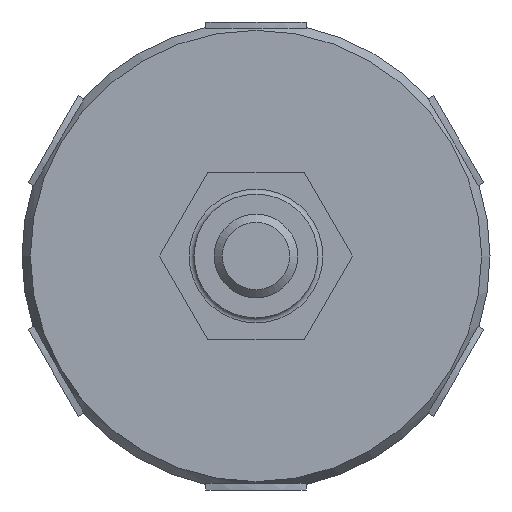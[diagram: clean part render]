
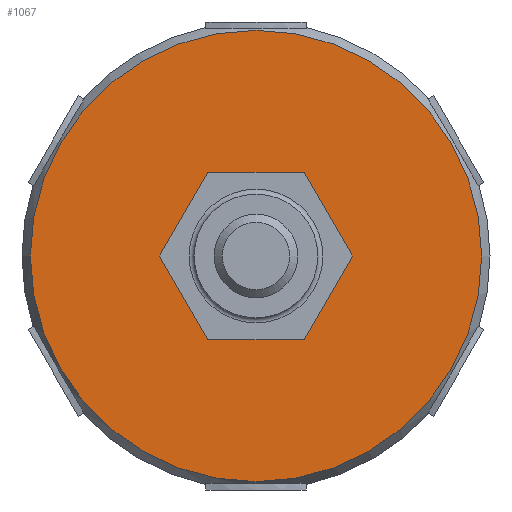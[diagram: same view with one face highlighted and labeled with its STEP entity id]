
A CAD part, left-side view. The second image highlights one B-rep face of the part: STEP entity #1067.
In plain terms, the highlighted planar face has unit normal (-1, 0, 0).
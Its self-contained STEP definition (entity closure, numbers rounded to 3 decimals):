
#22=PLANE('',#1165);
#65=LINE('',#1834,#131);
#66=LINE('',#1837,#132);
#67=LINE('',#1839,#133);
#68=LINE('',#1841,#134);
#69=LINE('',#1843,#135);
#70=LINE('',#1845,#136);
#131=VECTOR('',#1324,1000.);
#132=VECTOR('',#1325,1000.);
#133=VECTOR('',#1326,1000.);
#134=VECTOR('',#1327,1000.);
#135=VECTOR('',#1328,1000.);
#136=VECTOR('',#1329,1000.);
#354=ORIENTED_EDGE('',*,*,#596,.F.);
#355=ORIENTED_EDGE('',*,*,#652,.T.);
#356=ORIENTED_EDGE('',*,*,#653,.T.);
#357=ORIENTED_EDGE('',*,*,#654,.T.);
#358=ORIENTED_EDGE('',*,*,#655,.T.);
#359=ORIENTED_EDGE('',*,*,#656,.T.);
#360=ORIENTED_EDGE('',*,*,#657,.T.);
#596=EDGE_CURVE('',#754,#754,#846,.T.);
#652=EDGE_CURVE('',#792,#793,#65,.T.);
#653=EDGE_CURVE('',#793,#794,#66,.T.);
#654=EDGE_CURVE('',#794,#795,#67,.T.);
#655=EDGE_CURVE('',#795,#796,#68,.T.);
#656=EDGE_CURVE('',#796,#797,#69,.T.);
#657=EDGE_CURVE('',#797,#792,#70,.T.);
#754=VERTEX_POINT('',#1637);
#792=VERTEX_POINT('',#1835);
#793=VERTEX_POINT('',#1836);
#794=VERTEX_POINT('',#1838);
#795=VERTEX_POINT('',#1840);
#796=VERTEX_POINT('',#1842);
#797=VERTEX_POINT('',#1844);
#846=CIRCLE('',#1138,13.5);
#900=EDGE_LOOP('',(#354));
#901=EDGE_LOOP('',(#355,#356,#357,#358,#359,#360));
#980=FACE_BOUND('',#900,.T.);
#981=FACE_BOUND('',#901,.T.);
#1067=ADVANCED_FACE('',(#980,#981),#22,.F.);
#1138=AXIS2_PLACEMENT_3D('',#1636,#1256,#1257);
#1165=AXIS2_PLACEMENT_3D('',#1833,#1322,#1323);
#1256=DIRECTION('',(1.,0.,0.));
#1257=DIRECTION('',(0.,0.,-1.));
#1322=DIRECTION('',(1.,0.,0.));
#1323=DIRECTION('',(0.,0.,-1.));
#1324=DIRECTION('',(0.,-1.,0.));
#1325=DIRECTION('',(0.,-0.5,-0.866));
#1326=DIRECTION('',(0.,0.5,-0.866));
#1327=DIRECTION('',(0.,1.,0.));
#1328=DIRECTION('',(0.,0.5,0.866));
#1329=DIRECTION('',(0.,-0.5,0.866));
#1636=CARTESIAN_POINT('',(3.5,0.,0.));
#1637=CARTESIAN_POINT('',(3.5,0.,-13.5));
#1833=CARTESIAN_POINT('',(3.5,0.,0.));
#1834=CARTESIAN_POINT('',(3.5,2.887,5.));
#1835=CARTESIAN_POINT('',(3.5,2.887,5.));
#1836=CARTESIAN_POINT('',(3.5,-2.887,5.));
#1837=CARTESIAN_POINT('',(3.5,-2.887,5.));
#1838=CARTESIAN_POINT('',(3.5,-5.774,0.));
#1839=CARTESIAN_POINT('',(3.5,-5.774,0.));
#1840=CARTESIAN_POINT('',(3.5,-2.887,-5.));
#1841=CARTESIAN_POINT('',(3.5,-2.887,-5.));
#1842=CARTESIAN_POINT('',(3.5,2.887,-5.));
#1843=CARTESIAN_POINT('',(3.5,2.887,-5.));
#1844=CARTESIAN_POINT('',(3.5,5.774,0.));
#1845=CARTESIAN_POINT('',(3.5,5.774,0.));
